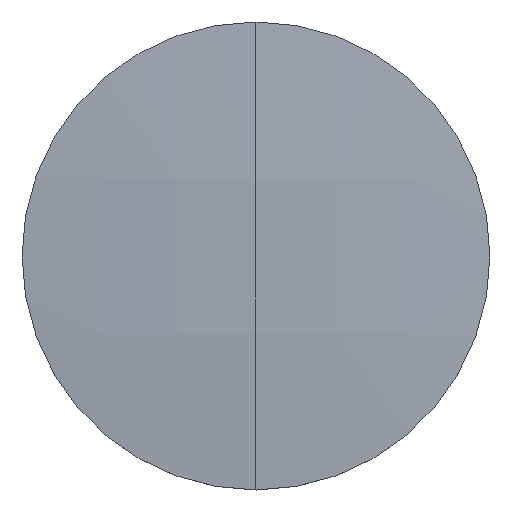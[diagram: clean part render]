
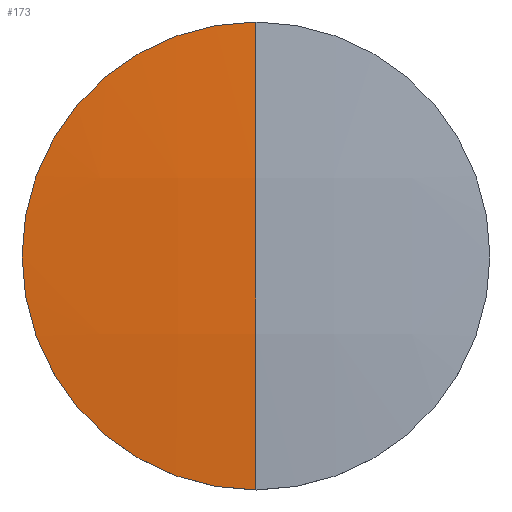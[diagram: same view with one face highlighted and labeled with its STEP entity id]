
A CAD part, top view. The second image highlights one B-rep face of the part: STEP entity #173.
In plain terms, the highlighted free-form (B-spline) face has degree [3, 3] with [4, 4] control points.
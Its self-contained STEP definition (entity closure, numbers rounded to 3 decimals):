
#8 = AXIS2_PLACEMENT_3D ( 'NONE', #261, #219, #166 ) ;
#12 = CARTESIAN_POINT ( 'NONE',  ( -17.071, 8.588, 5.004 ) ) ;
#14 = CARTESIAN_POINT ( 'NONE',  ( -17.071, -8.588, 5.004 ) ) ;
#25 = VERTEX_POINT ( 'NONE', #96 ) ;
#31 = AXIS2_PLACEMENT_3D ( 'NONE', #250, #205, #175 ) ;
#36 = CARTESIAN_POINT ( 'NONE',  ( -25.581, 8.588, 4.301 ) ) ;
#45 = CARTESIAN_POINT ( 'NONE',  ( -25.464, -25.704, 2.884 ) ) ;
#48 = ORIENTED_EDGE ( 'NONE', *, *, #156, .F. ) ;
#68 = ORIENTED_EDGE ( 'NONE', *, *, #134, .F. ) ;
#72 = EDGE_CURVE ( 'NONE', #25, #141, #165, .T. ) ;
#76 = AXIS2_PLACEMENT_3D ( 'NONE', #242, #126, #256 ) ;
#87 = CARTESIAN_POINT ( 'NONE',  ( -25.581, -8.588, 4.301 ) ) ;
#92 = ORIENTED_EDGE ( 'NONE', *, *, #72, .T. ) ;
#96 = CARTESIAN_POINT ( 'NONE',  ( 0., -25.4, 3.959 ) ) ;
#99 = VERTEX_POINT ( 'NONE', #159 ) ;
#112 = EDGE_LOOP ( 'NONE', ( #48, #92, #68 ) ) ;
#126 = DIRECTION ( 'NONE',  ( 0., 0., -1. ) ) ;
#134 = EDGE_CURVE ( 'NONE', #99, #141, #274, .T. ) ;
#137 = CARTESIAN_POINT ( 'NONE',  ( -8.539, 8.588, 5.356 ) ) ;
#141 = VERTEX_POINT ( 'NONE', #188 ) ;
#144 = CARTESIAN_POINT ( 'NONE',  ( -8.5, -25.704, 3.934 ) ) ;
#156 = EDGE_CURVE ( 'NONE', #25, #99, #231, .T. ) ;
#159 = CARTESIAN_POINT ( 'NONE',  ( -25.4, 0., 3.959 ) ) ;
#160 = CARTESIAN_POINT ( 'NONE',  ( -8.5, 25.704, 3.934 ) ) ;
#165 = CIRCLE ( 'NONE', #31, 310.4 ) ;
#166 = DIRECTION ( 'NONE',  ( 1., 0., 0. ) ) ;
#173 = ADVANCED_FACE ( 'NONE', ( #187 ), #276, .T. ) ;
#175 = DIRECTION ( 'NONE',  ( 0., -1., 0. ) ) ;
#181 = CARTESIAN_POINT ( 'NONE',  ( 0., 25.704, 3.934 ) ) ;
#185 = CARTESIAN_POINT ( 'NONE',  ( -16.993, 25.704, 3.584 ) ) ;
#187 = FACE_OUTER_BOUND ( 'NONE', #112, .T. ) ;
#188 = CARTESIAN_POINT ( 'NONE',  ( 0., 25.4, 3.959 ) ) ;
#189 = CARTESIAN_POINT ( 'NONE',  ( 0., -8.588, 5.356 ) ) ;
#205 = DIRECTION ( 'NONE',  ( -1., 0., 0. ) ) ;
#213 = CARTESIAN_POINT ( 'NONE',  ( -25.464, 25.704, 2.884 ) ) ;
#219 = DIRECTION ( 'NONE',  ( 0., 0., -1. ) ) ;
#231 = CIRCLE ( 'NONE', #76, 25.4 ) ;
#240 = CARTESIAN_POINT ( 'NONE',  ( 0., 8.588, 5.356 ) ) ;
#242 = CARTESIAN_POINT ( 'NONE',  ( 0., 0., 3.959 ) ) ;
#250 = CARTESIAN_POINT ( 'NONE',  ( 0., 0., -305.4 ) ) ;
#256 = DIRECTION ( 'NONE',  ( 1., 0., 0. ) ) ;
#261 = CARTESIAN_POINT ( 'NONE',  ( 0., 0., 3.959 ) ) ;
#273 = CARTESIAN_POINT ( 'NONE',  ( -8.539, -8.588, 5.356 ) ) ;
#274 = CIRCLE ( 'NONE', #8, 25.4 ) ;
#276 =( BOUNDED_SURFACE ( )  B_SPLINE_SURFACE ( 3, 3, ( 
 ( #285, #144, #277, #45 ),
 ( #189, #273, #14, #87 ),
 ( #240, #137, #12, #36 ),
 ( #181, #160, #185, #213 ) ),
 .UNSPECIFIED., .F., .F., .T. ) 
 B_SPLINE_SURFACE_WITH_KNOTS ( ( 4, 4 ),
 ( 4, 4 ),
 ( 0., 1. ),
 ( 0., 1. ),
 .UNSPECIFIED. ) 
 GEOMETRIC_REPRESENTATION_ITEM ( )  RATIONAL_B_SPLINE_SURFACE ( (
 ( 1., 0.999, 0.999, 1.),
 ( 0.998, 0.997, 0.997, 0.998),
 ( 0.998, 0.997, 0.997, 0.998),
 ( 1., 0.999, 0.999, 1.) ) ) 
 REPRESENTATION_ITEM ( '' )  SURFACE ( )  );
#277 = CARTESIAN_POINT ( 'NONE',  ( -16.993, -25.704, 3.584 ) ) ;
#285 = CARTESIAN_POINT ( 'NONE',  ( 0., -25.704, 3.934 ) ) ;
